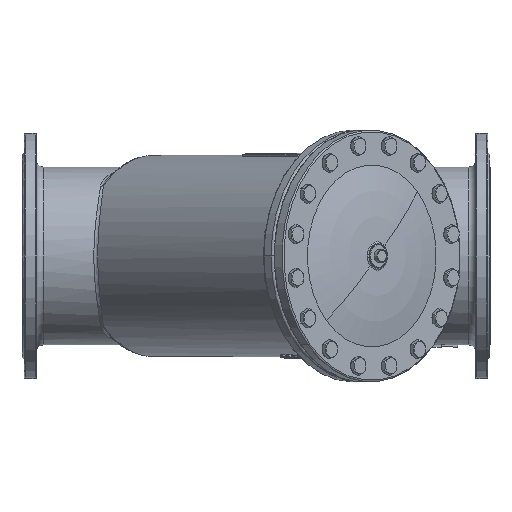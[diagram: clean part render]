
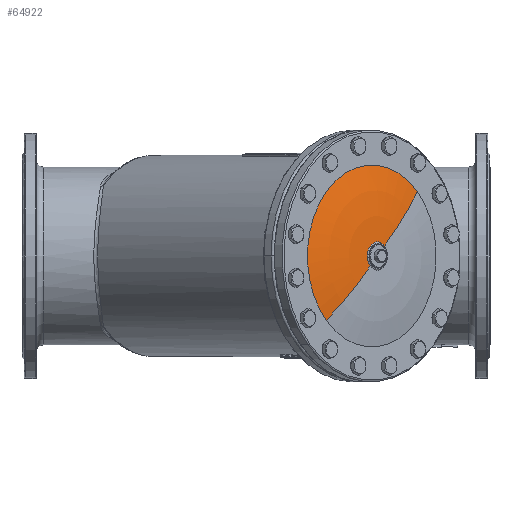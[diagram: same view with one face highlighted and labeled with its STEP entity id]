
A CAD part, front view. The second image highlights one B-rep face of the part: STEP entity #64922.
In plain terms, the highlighted toroidal (fillet/blend) face has major radius 42.852 mm and minor radius 531.944 mm.
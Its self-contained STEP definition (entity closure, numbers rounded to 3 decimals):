
#6938 = DIRECTION ( 'NONE',  ( -0.5, -0.5, 0.707 ) ) ;
#7181 = TOROIDAL_SURFACE ( 'NONE', #30962, 42.852, 531.944 ) ;
#18207 = CARTESIAN_POINT ( 'NONE',  ( 403.371, -297.383, 0. ) ) ;
#21915 = EDGE_CURVE ( 'NONE', #71889, #62907, #78118, .T. ) ;
#22425 = CIRCLE ( 'NONE', #23741, 531.944 ) ;
#22467 = VERTEX_POINT ( 'NONE', #37803 ) ;
#23635 = AXIS2_PLACEMENT_3D ( 'NONE', #18207, #69448, #25534 ) ;
#23741 = AXIS2_PLACEMENT_3D ( 'NONE', #69442, #25528, #76659 ) ;
#25528 = DIRECTION ( 'NONE',  ( 0.5, 0.5, -0.707 ) ) ;
#25534 = DIRECTION ( 'NONE',  ( 0.5, 0.5, 0.707 ) ) ;
#27409 = AXIS2_PLACEMENT_3D ( 'NONE', #50771, #6938, #58133 ) ;
#28420 = EDGE_CURVE ( 'NONE', #22467, #71889, #42293, .T. ) ;
#30962 = AXIS2_PLACEMENT_3D ( 'NONE', #35367, #71818, #93505 ) ;
#33526 = EDGE_CURVE ( 'NONE', #22467, #57657, #22425, .T. ) ;
#33759 = DIRECTION ( 'NONE',  ( -0.707, 0.707, 0. ) ) ;
#35367 = CARTESIAN_POINT ( 'NONE',  ( 37.327, 68.66, 0. ) ) ;
#37803 = CARTESIAN_POINT ( 'NONE',  ( 400.483, -320.07, -18.084 ) ) ;
#42293 = CIRCLE ( 'NONE', #50572, 25.574 ) ;
#43648 = ORIENTED_EDGE ( 'NONE', *, *, #21915, .T. ) ;
#45755 = ORIENTED_EDGE ( 'NONE', *, *, #28420, .T. ) ;
#50572 = AXIS2_PLACEMENT_3D ( 'NONE', #77512, #33759, #84747 ) ;
#50771 = CARTESIAN_POINT ( 'NONE',  ( 58.754, 90.086, 30.301 ) ) ;
#56227 = CARTESIAN_POINT ( 'NONE',  ( 486.012, -214.742, 116.872 ) ) ;
#56514 = ORIENTED_EDGE ( 'NONE', *, *, #33526, .F. ) ;
#57657 = VERTEX_POINT ( 'NONE', #85139 ) ;
#58133 = DIRECTION ( 'NONE',  ( 0., -0.816, -0.577 ) ) ;
#62907 = VERTEX_POINT ( 'NONE', #56227 ) ;
#63229 = FACE_OUTER_BOUND ( 'NONE', #72577, .T. ) ;
#64922 = ADVANCED_FACE ( 'NONE', ( #63229 ), #7181, .T. ) ;
#67821 = CARTESIAN_POINT ( 'NONE',  ( 426.057, -294.496, 18.084 ) ) ;
#69442 = CARTESIAN_POINT ( 'NONE',  ( 15.901, 47.234, -30.301 ) ) ;
#69448 = DIRECTION ( 'NONE',  ( -0.707, 0.707, 0. ) ) ;
#71818 = DIRECTION ( 'NONE',  ( -0.707, 0.707, 0. ) ) ;
#71889 = VERTEX_POINT ( 'NONE', #67821 ) ;
#72577 = EDGE_LOOP ( 'NONE', ( #56514, #45755, #43648, #84035 ) ) ;
#76659 = DIRECTION ( 'NONE',  ( 0., 0.816, 0.577 ) ) ;
#77512 = CARTESIAN_POINT ( 'NONE',  ( 413.27, -307.283, 0. ) ) ;
#78118 = CIRCLE ( 'NONE', #27409, 531.944 ) ;
#83523 = EDGE_CURVE ( 'NONE', #57657, #62907, #91535, .T. ) ;
#84035 = ORIENTED_EDGE ( 'NONE', *, *, #83523, .F. ) ;
#84747 = DIRECTION ( 'NONE',  ( 0.5, 0.5, 0.707 ) ) ;
#85139 = CARTESIAN_POINT ( 'NONE',  ( 320.729, -380.024, -116.872 ) ) ;
#91535 = CIRCLE ( 'NONE', #23635, 165.282 ) ;
#93505 = DIRECTION ( 'NONE',  ( 0.5, 0.5, 0.707 ) ) ;
